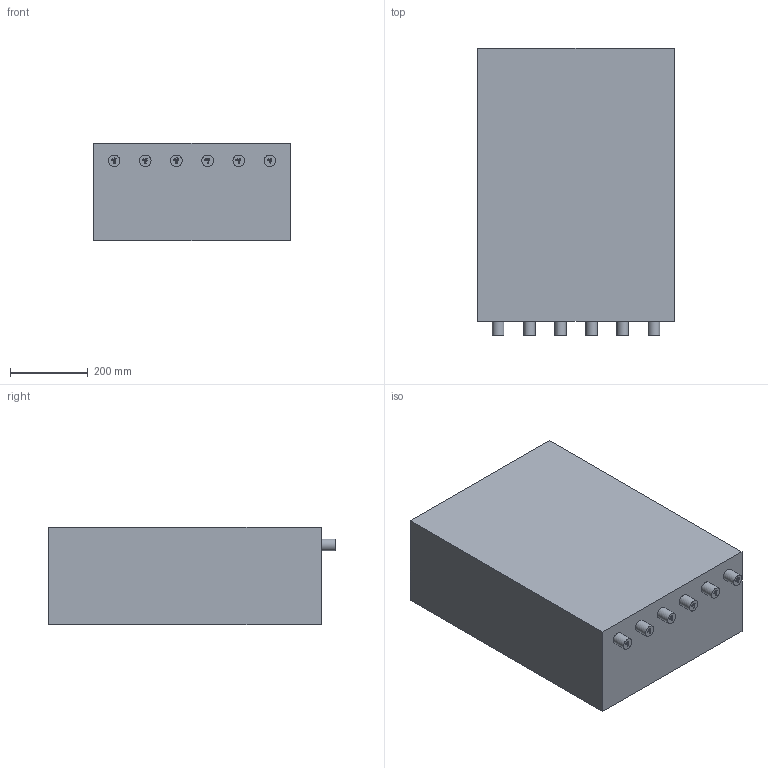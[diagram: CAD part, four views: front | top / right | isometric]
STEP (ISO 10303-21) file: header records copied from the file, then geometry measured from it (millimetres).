
FILE_DESCRIPTION(/* description */ (''),/* implementation_level */ '2;1');
FILE_NAME(/* name */ 'Sekundex IMD 1127002071.stp',/* time_stamp */ '2020-10-23T15:18:43+02:00',/* author */ ('3113hani'),/* organization */ (''),/* preprocessor_version */ 'ST-DEVELOPER v17',/* originating_system */ 'Autodesk Inventor 2018',/* authorisation */ '');
FILE_SCHEMA (('CONFIG_CONTROL_DESIGN'));
Length unit declared in the file: millimetre
Products named in the file (1): Sekundex IMD 1127002071
Bounding box: 505 x 737.9 x 250 mm (x, y, z)
Volume: 88643384.3 mm3; surface area: 1331923.2 mm2
Topology: 1 solids, 1 shells, 482 faces, 1284 edges, 856 vertices
Faces by surface type: plane 310, bspline 166, cylinder 6
Full cylindrical faces by diameter (mm): 29.8 x6
Entity records: 15715 total; most frequent: CARTESIAN_POINT 4781, ORIENTED_EDGE 2568, DIRECTION 1598, EDGE_CURVE 1284, LINE 940, VECTOR 940, VERTEX_POINT 856, EDGE_LOOP 534
